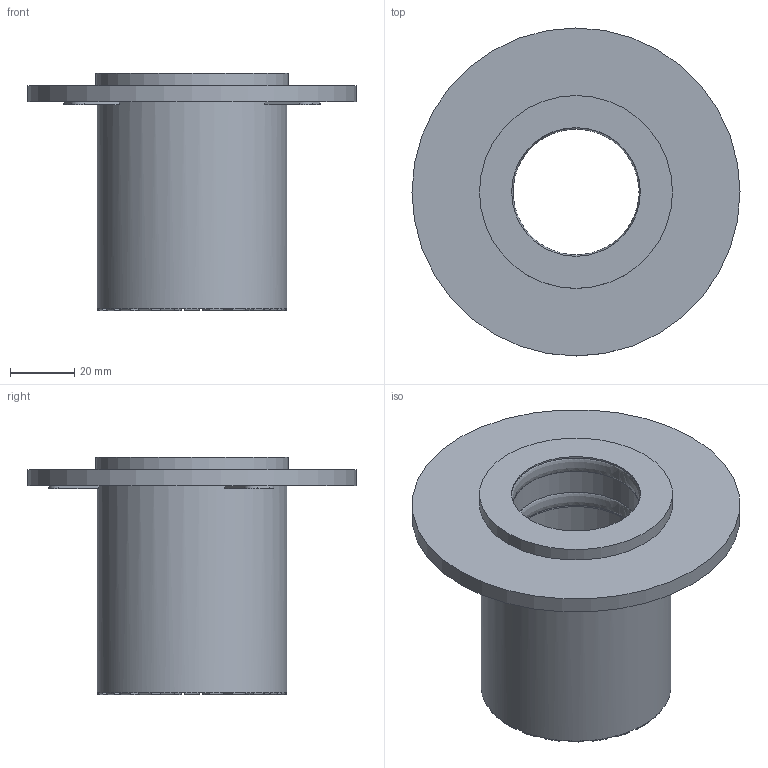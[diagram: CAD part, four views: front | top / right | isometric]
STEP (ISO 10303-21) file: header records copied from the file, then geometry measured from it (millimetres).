
FILE_DESCRIPTION((''),'2;1');
FILE_NAME('SLEEV-IT WT-MAR40M.stp','2014-11-17T14:13:50',('se-emikul'),(''),'Autodesk Inventor 2013','Autodesk Inventor 2013','');
FILE_SCHEMA(('AUTOMOTIVE_DESIGN { 1 0 10303 214 1 1 1 1 }'));
Length unit declared in the file: millimetre
Products named in the file (1): SLEEV-IT WT-MAR40M
Bounding box: 102 x 102 x 74 mm (x, y, z)
Volume: 108780.5 mm3; surface area: 72153.5 mm2
Topology: 4 solids, 4 shells, 212 faces, 502 edges, 302 vertices
Faces by surface type: plane 168, torus 24, cylinder 17, revolution 2, cone 1
Full cylindrical faces by diameter (mm): 40 x3, 46.8 x1, 47.5 x1, 48 x1, 57.6 x2, 59 x1, 60 x1, 102 x1
Entity records: 6556 total; most frequent: CARTESIAN_POINT 1435, DIRECTION 1032, ORIENTED_EDGE 976, EDGE_CURVE 488, AXIS2_PLACEMENT_3D 377, VERTEX_POINT 300, VECTOR 276, LINE 276
